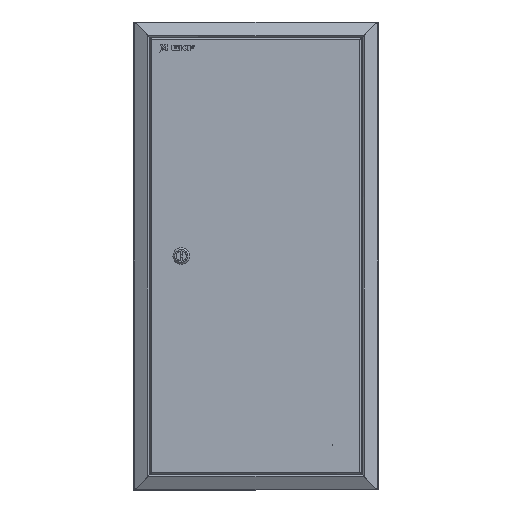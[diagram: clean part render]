
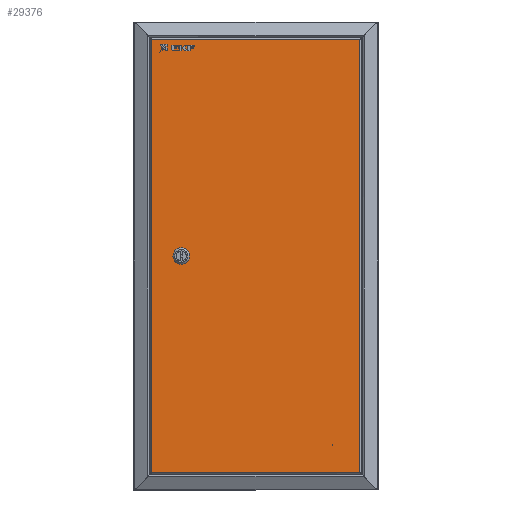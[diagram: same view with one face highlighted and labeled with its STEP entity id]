
A CAD part, top view. The second image highlights one B-rep face of the part: STEP entity #29376.
In plain terms, the highlighted face is planar.
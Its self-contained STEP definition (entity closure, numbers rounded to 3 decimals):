
#932 = ORIENTED_EDGE ( 'NONE', *, *, #27810, .F. ) ;
#1185 = EDGE_CURVE ( 'NONE', #23963, #14180, #2986, .T. ) ;
#1456 = DIRECTION ( 'NONE',  ( 0., -1., 0. ) ) ;
#1527 = CARTESIAN_POINT ( 'NONE',  ( -291.2, 0.841, -0.7 ) ) ;
#1539 = CIRCLE ( 'NONE', #28210, 9.25 ) ;
#2077 = ORIENTED_EDGE ( 'NONE', *, *, #21227, .T. ) ;
#2196 = ORIENTED_EDGE ( 'NONE', *, *, #29141, .F. ) ;
#2633 = CARTESIAN_POINT ( 'NONE',  ( -252.9, 40., -0.7 ) ) ;
#2986 = LINE ( 'NONE', #1527, #9455 ) ;
#3036 = CARTESIAN_POINT ( 'NONE',  ( -34.5, 306.149, -0.7 ) ) ;
#3438 = ORIENTED_EDGE ( 'NONE', *, *, #10178, .F. ) ;
#3844 = ORIENTED_EDGE ( 'NONE', *, *, #30168, .T. ) ;
#4035 = VERTEX_POINT ( 'NONE', #17797 ) ;
#4134 = VECTOR ( 'NONE', #1456, 1000. ) ;
#4337 = VERTEX_POINT ( 'NONE', #16867 ) ;
#5062 = DIRECTION ( 'NONE',  ( -1., 0., 0. ) ) ;
#5826 = VECTOR ( 'NONE', #26607, 1000. ) ;
#6134 = CARTESIAN_POINT ( 'NONE',  ( -51.5, 306.149, -0.7 ) ) ;
#6731 = DIRECTION ( 'NONE',  ( 1., 0., 0. ) ) ;
#6895 = EDGE_CURVE ( 'NONE', #30110, #17410, #22455, .T. ) ;
#7434 = VERTEX_POINT ( 'NONE', #15626 ) ;
#8095 = VERTEX_POINT ( 'NONE', #23889 ) ;
#8857 = CARTESIAN_POINT ( 'NONE',  ( -43., 302.5, -0.7 ) ) ;
#9455 = VECTOR ( 'NONE', #16039, 1000. ) ;
#9638 = VECTOR ( 'NONE', #23020, 1000. ) ;
#10178 = EDGE_CURVE ( 'NONE', #7434, #30110, #13930, .T. ) ;
#10259 = AXIS2_PLACEMENT_3D ( 'NONE', #12733, #29584, #15147 ) ;
#10541 = ORIENTED_EDGE ( 'NONE', *, *, #11748, .F. ) ;
#11315 = DIRECTION ( 'NONE',  ( -1., 0., 0. ) ) ;
#11483 = DIRECTION ( 'NONE',  ( 0., 0., -1. ) ) ;
#11748 = EDGE_CURVE ( 'NONE', #19414, #4337, #31034, .T. ) ;
#11817 = CARTESIAN_POINT ( 'NONE',  ( -292.059, 603.3, -0.7 ) ) ;
#12163 = EDGE_CURVE ( 'NONE', #13223, #8095, #29093, .T. ) ;
#12733 = CARTESIAN_POINT ( 'NONE',  ( -43., 302.5, -0.7 ) ) ;
#12841 = FACE_BOUND ( 'NONE', #24166, .T. ) ;
#13223 = VERTEX_POINT ( 'NONE', #19724 ) ;
#13506 = ORIENTED_EDGE ( 'NONE', *, *, #1185, .T. ) ;
#13930 = CIRCLE ( 'NONE', #10259, 9.25 ) ;
#13976 = LINE ( 'NONE', #3036, #19617 ) ;
#14180 = VERTEX_POINT ( 'NONE', #24829 ) ;
#15147 = DIRECTION ( 'NONE',  ( -1., 0., 0. ) ) ;
#15626 = CARTESIAN_POINT ( 'NONE',  ( -34.5, 298.851, -0.7 ) ) ;
#16039 = DIRECTION ( 'NONE',  ( 0., 1., 0. ) ) ;
#16867 = CARTESIAN_POINT ( 'NONE',  ( -253.4, 40., -0.7 ) ) ;
#16937 = EDGE_LOOP ( 'NONE', ( #2196, #932, #27615, #3438 ) ) ;
#17410 = VERTEX_POINT ( 'NONE', #26936 ) ;
#17797 = CARTESIAN_POINT ( 'NONE',  ( -34.5, 306.149, -0.7 ) ) ;
#18446 = FACE_BOUND ( 'NONE', #16937, .T. ) ;
#18542 = ORIENTED_EDGE ( 'NONE', *, *, #23720, .F. ) ;
#18957 = DIRECTION ( 'NONE',  ( 1., 0., 0. ) ) ;
#19414 = VERTEX_POINT ( 'NONE', #22236 ) ;
#19542 = DIRECTION ( 'NONE',  ( 0., 0., -1. ) ) ;
#19617 = VECTOR ( 'NONE', #24702, 1000. ) ;
#19724 = CARTESIAN_POINT ( 'NONE',  ( -1.7, 603.3, -0.7 ) ) ;
#20577 = CARTESIAN_POINT ( 'NONE',  ( -291.2, 1.7, -0.7 ) ) ;
#21125 = VECTOR ( 'NONE', #18957, 1000. ) ;
#21178 = DIRECTION ( 'NONE',  ( 0., 0., 1. ) ) ;
#21227 = EDGE_CURVE ( 'NONE', #8095, #23963, #30772, .T. ) ;
#21258 = CARTESIAN_POINT ( 'NONE',  ( -51.5, 298.851, -0.7 ) ) ;
#22236 = CARTESIAN_POINT ( 'NONE',  ( -252.4, 40., -0.7 ) ) ;
#22455 = LINE ( 'NONE', #6134, #9638 ) ;
#23020 = DIRECTION ( 'NONE',  ( 0., 1., 0. ) ) ;
#23395 = AXIS2_PLACEMENT_3D ( 'NONE', #30803, #21178, #6731 ) ;
#23720 = EDGE_CURVE ( 'NONE', #4337, #19414, #30112, .T. ) ;
#23889 = CARTESIAN_POINT ( 'NONE',  ( -1.7, 1.7, -0.7 ) ) ;
#23963 = VERTEX_POINT ( 'NONE', #20577 ) ;
#24166 = EDGE_LOOP ( 'NONE', ( #18542, #10541 ) ) ;
#24702 = DIRECTION ( 'NONE',  ( 0., -1., 0. ) ) ;
#24829 = CARTESIAN_POINT ( 'NONE',  ( -291.2, 603.3, -0.7 ) ) ;
#24881 = FACE_OUTER_BOUND ( 'NONE', #29844, .T. ) ;
#25741 = DIRECTION ( 'NONE',  ( 0., 0., -1. ) ) ;
#25910 = CARTESIAN_POINT ( 'NONE',  ( -252.9, 40., -0.7 ) ) ;
#26607 = DIRECTION ( 'NONE',  ( -1., 0., 0. ) ) ;
#26925 = CARTESIAN_POINT ( 'NONE',  ( -0.841, 1.7, -0.7 ) ) ;
#26936 = CARTESIAN_POINT ( 'NONE',  ( -51.5, 306.149, -0.7 ) ) ;
#27557 = LINE ( 'NONE', #11817, #21125 ) ;
#27615 = ORIENTED_EDGE ( 'NONE', *, *, #6895, .F. ) ;
#27810 = EDGE_CURVE ( 'NONE', #17410, #4035, #1539, .T. ) ;
#28210 = AXIS2_PLACEMENT_3D ( 'NONE', #8857, #25741, #11315 ) ;
#28254 = AXIS2_PLACEMENT_3D ( 'NONE', #25910, #11483, #28331 ) ;
#28279 = ORIENTED_EDGE ( 'NONE', *, *, #12163, .T. ) ;
#28331 = DIRECTION ( 'NONE',  ( -1., 0., 0. ) ) ;
#28376 = PLANE ( 'NONE',  #23395 ) ;
#29093 = LINE ( 'NONE', #30315, #4134 ) ;
#29119 = AXIS2_PLACEMENT_3D ( 'NONE', #2633, #19542, #5062 ) ;
#29141 = EDGE_CURVE ( 'NONE', #4035, #7434, #13976, .T. ) ;
#29376 = ADVANCED_FACE ( 'NONE', ( #12841, #18446, #24881 ), #28376, .F. ) ;
#29584 = DIRECTION ( 'NONE',  ( 0., 0., -1. ) ) ;
#29844 = EDGE_LOOP ( 'NONE', ( #28279, #2077, #13506, #3844 ) ) ;
#30110 = VERTEX_POINT ( 'NONE', #21258 ) ;
#30112 = CIRCLE ( 'NONE', #29119, 0.5 ) ;
#30168 = EDGE_CURVE ( 'NONE', #14180, #13223, #27557, .T. ) ;
#30315 = CARTESIAN_POINT ( 'NONE',  ( -1.7, 604.159, -0.7 ) ) ;
#30772 = LINE ( 'NONE', #26925, #5826 ) ;
#30803 = CARTESIAN_POINT ( 'NONE',  ( 0., 0., -0.7 ) ) ;
#31034 = CIRCLE ( 'NONE', #28254, 0.5 ) ;
